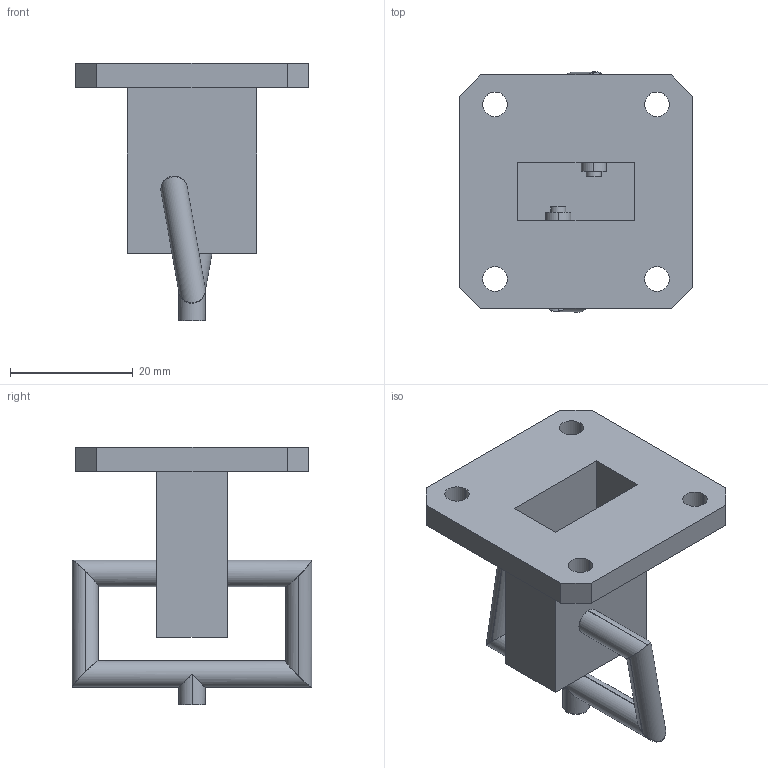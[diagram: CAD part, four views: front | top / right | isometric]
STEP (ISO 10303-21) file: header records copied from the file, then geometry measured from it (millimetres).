
FILE_DESCRIPTION(('STEP AP214'),'1');
FILE_NAME('coaxToWrTE20.stp','2018-10-30T13:30:07',('migue'),(' '),'Spatial InterOp 3D','CST ACIS InterOp Converter 2016',' ');
FILE_SCHEMA(('automotive_design'));
Length unit declared in the file: millimetre
Products named in the file (4): 1; 2; coaxialFeed|dielectric; waveguide|metal
Bounding box: 38.1 x 39.13 x 42 mm (x, y, z)
Volume: 8044.8 mm3; surface area: 11612.2 mm2
Topology: 4 solids, 4 shells, 108 faces, 310 edges, 212 vertices
Faces by surface type: cylinder 77, plane 31
Entity records: 4662 total; most frequent: DIRECTION 714, CARTESIAN_POINT 634, ORIENTED_EDGE 620, EDGE_CURVE 310, AXIS2_PLACEMENT_3D 292, VERTEX_POINT 212, EDGE_LOOP 130, LINE 130
